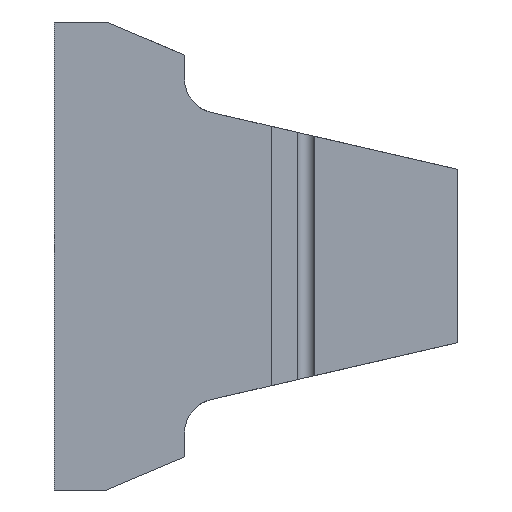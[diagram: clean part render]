
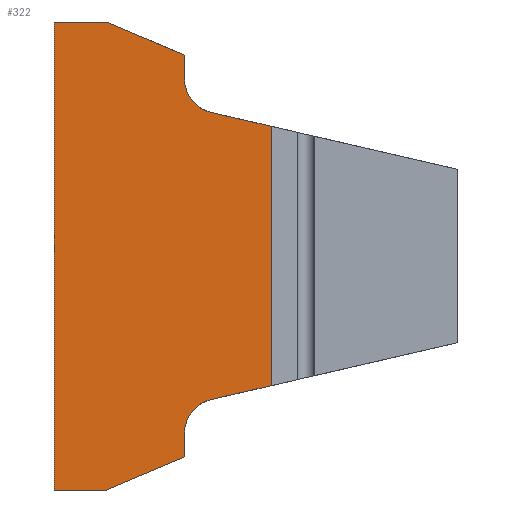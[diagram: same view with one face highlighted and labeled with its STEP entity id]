
A CAD part, front view. The second image highlights one B-rep face of the part: STEP entity #322.
In plain terms, the highlighted planar face has unit normal (0, -1, 0).
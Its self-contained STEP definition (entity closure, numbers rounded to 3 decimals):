
#268=VERTEX_POINT('',#749);
#292=VERTEX_POINT('',#774);
#314=EDGE_CURVE('',#396,#598,#797,.T.);
#316=VERTEX_POINT('',#799);
#320=EDGE_CURVE('',#268,#604,#803,.T.);
#322=ADVANCED_FACE('',(#805),#806,.T.);
#354=EDGE_CURVE('',#610,#268,#842,.T.);
#388=EDGE_CURVE('',#316,#530,#877,.T.);
#396=VERTEX_POINT('',#885);
#446=EDGE_CURVE('',#598,#650,#942,.T.);
#528=EDGE_CURVE('',#530,#644,#1033,.T.);
#530=VERTEX_POINT('',#1035);
#568=EDGE_CURVE('',#636,#614,#1077,.T.);
#582=EDGE_CURVE('',#650,#636,#1093,.T.);
#598=VERTEX_POINT('',#1110);
#604=VERTEX_POINT('',#1116);
#610=VERTEX_POINT('',#1123);
#614=VERTEX_POINT('',#1127);
#620=EDGE_CURVE('',#614,#316,#1133,.T.);
#636=VERTEX_POINT('',#1149);
#644=VERTEX_POINT('',#1157);
#648=EDGE_CURVE('',#604,#396,#1161,.T.);
#650=VERTEX_POINT('',#1163);
#674=EDGE_CURVE('',#644,#292,#1195,.T.);
#696=EDGE_CURVE('',#292,#610,#1217,.T.);
#749=CARTESIAN_POINT('',(15.0,0.0,-20.454));
#774=CARTESIAN_POINT('',(6.0,0.0,-27.0));
#797=LINE('',#1405,#1406);
#799=CARTESIAN_POINT('',(6.0,0.0,27.0));
#803=CIRCLE('',#1414,4.0);
#805=FACE_OUTER_BOUND('',#1416,.T.);
#806=PLANE('',#1417);
#842=LINE('',#1459,#1460);
#877=LINE('',#1512,#1513);
#885=CARTESIAN_POINT('',(25.0,0.0,-14.964));
#942=LINE('',#1637,#1638);
#1033=LINE('',#1791,#1792);
#1035=CARTESIAN_POINT('',(0.0,0.0,27.0));
#1077=LINE('',#1873,#1874);
#1093=CIRCLE('',#1895,4.0);
#1110=CARTESIAN_POINT('',(25.0,0.0,14.964));
#1116=CARTESIAN_POINT('',(18.1,0.0,-16.557));
#1123=CARTESIAN_POINT('',(15.0,0.0,-23.18));
#1127=CARTESIAN_POINT('',(15.0,0.0,23.18));
#1133=LINE('',#1970,#1971);
#1149=CARTESIAN_POINT('',(15.0,0.0,20.454));
#1157=CARTESIAN_POINT('',(0.0,0.0,-27.0));
#1161=LINE('',#2016,#2017);
#1163=CARTESIAN_POINT('',(18.1,0.0,16.557));
#1195=LINE('',#2058,#2059);
#1217=LINE('',#2091,#2092);
#1405=CARTESIAN_POINT('',(25.0,0.0,-27.0));
#1406=VECTOR('',#2159,1.0);
#1414=AXIS2_PLACEMENT_3D('',#2163,#2164,#2165);
#1416=EDGE_LOOP('',(#2167,#2168,#2169,#2170,#2171,#2172,#2173,#2174,#2175,#2176,#2177,#2178));
#1417=AXIS2_PLACEMENT_3D('',#2179,#2180,#2181);
#1459=CARTESIAN_POINT('',(15.0,0.0,-25.09));
#1460=VECTOR('',#2234,1.0);
#1512=CARTESIAN_POINT('',(15.5,0.0,27.0));
#1513=VECTOR('',#2257,1.0);
#1637=CARTESIAN_POINT('',(40.349,0.0,11.42));
#1638=VECTOR('',#2330,1.0);
#1791=CARTESIAN_POINT('',(0.0,0.0,0.0));
#1792=VECTOR('',#2438,1.0);
#1873=CARTESIAN_POINT('',(15.0,0.0,-3.273));
#1874=VECTOR('',#2482,1.0);
#1895=AXIS2_PLACEMENT_3D('',#2503,#2504,#2505);
#1970=CARTESIAN_POINT('',(28.261,0.0,17.551));
#1971=VECTOR('',#2545,1.0);
#2016=CARTESIAN_POINT('',(20.231,0.0,-16.065));
#2017=VECTOR('',#2554,1.0);
#2058=CARTESIAN_POINT('',(12.5,0.0,-27.0));
#2059=VECTOR('',#2618,1.0);
#2091=CARTESIAN_POINT('',(14.05,0.0,-23.583));
#2092=VECTOR('',#2626,1.0);
#2159=DIRECTION('',(0.0,0.0,1.0));
#2163=CARTESIAN_POINT('',(19.0,0.0,-20.454));
#2164=DIRECTION('',(-0.0,1.0,0.0));
#2165=DIRECTION('',(1.0,0.0,0.0));
#2167=ORIENTED_EDGE('',*,*,#446,.T.);
#2168=ORIENTED_EDGE('',*,*,#582,.T.);
#2169=ORIENTED_EDGE('',*,*,#568,.T.);
#2170=ORIENTED_EDGE('',*,*,#620,.T.);
#2171=ORIENTED_EDGE('',*,*,#388,.T.);
#2172=ORIENTED_EDGE('',*,*,#528,.T.);
#2173=ORIENTED_EDGE('',*,*,#674,.T.);
#2174=ORIENTED_EDGE('',*,*,#696,.T.);
#2175=ORIENTED_EDGE('',*,*,#354,.T.);
#2176=ORIENTED_EDGE('',*,*,#320,.T.);
#2177=ORIENTED_EDGE('',*,*,#648,.T.);
#2178=ORIENTED_EDGE('',*,*,#314,.T.);
#2179=CARTESIAN_POINT('',(25.0,0.0,-27.0));
#2180=DIRECTION('',(0.0,-1.0,0.0));
#2181=DIRECTION('',(1.0,0.0,0.0));
#2234=DIRECTION('',(-0.0,0.0,1.0));
#2257=DIRECTION('',(-1.0,0.0,0.0));
#2330=DIRECTION('',(-0.974,0.0,0.225));
#2438=DIRECTION('',(-0.0,-0.0,-1.0));
#2482=DIRECTION('',(-0.0,0.0,1.0));
#2503=CARTESIAN_POINT('',(19.0,0.,20.454));
#2504=DIRECTION('',(-0.0,1.0,0.0));
#2505=DIRECTION('',(1.0,0.0,0.0));
#2545=DIRECTION('',(-0.921,0.0,0.391));
#2554=DIRECTION('',(0.974,0.0,0.225));
#2618=DIRECTION('',(1.0,0.0,0.0));
#2626=DIRECTION('',(0.921,0.0,0.391));
